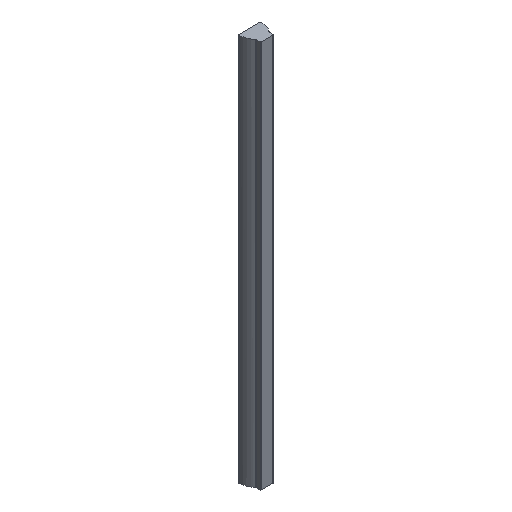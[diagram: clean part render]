
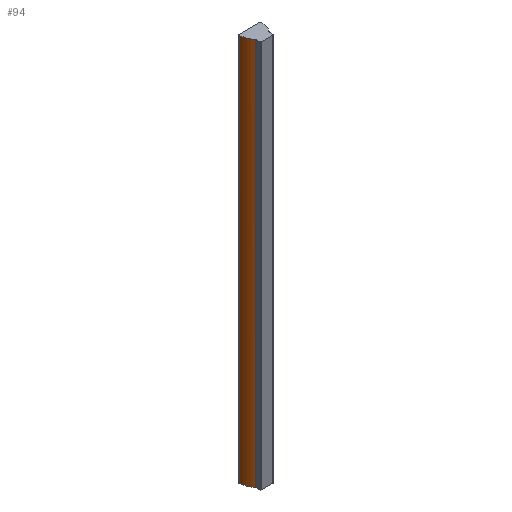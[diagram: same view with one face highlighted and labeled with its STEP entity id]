
A CAD part, isometric view. The second image highlights one B-rep face of the part: STEP entity #94.
In plain terms, the highlighted free-form (B-spline) face has degree [1, 3] with [2, 13] control points.
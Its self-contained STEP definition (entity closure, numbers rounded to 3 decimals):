
#1 = EDGE_CURVE ( 'NONE', #56, #116, #186, .T. ) ;
#4 = CARTESIAN_POINT ( 'NONE',  ( -4.186, -3.5, 0. ) ) ;
#5 = VERTEX_POINT ( 'NONE', #748 ) ;
#11 = CARTESIAN_POINT ( 'NONE',  ( -5.529, 1.065, 0. ) ) ;
#24 = CARTESIAN_POINT ( 'NONE',  ( -3.607, -4.398, 0. ) ) ;
#32 = CARTESIAN_POINT ( 'NONE',  ( -3.264, -4.809, 0. ) ) ;
#44 = CARTESIAN_POINT ( 'NONE',  ( -5.074, -1.56, 190.5 ) ) ;
#49 = DIRECTION ( 'NONE',  ( 0., 0., 1. ) ) ;
#52 = CARTESIAN_POINT ( 'NONE',  ( -4.882, -2.059, 0. ) ) ;
#53 = CARTESIAN_POINT ( 'NONE',  ( -5.074, -1.56, 0. ) ) ;
#56 = VERTEX_POINT ( 'NONE', #11 ) ;
#57 = CARTESIAN_POINT ( 'NONE',  ( -4.457, -3.039, 0. ) ) ;
#59 = CARTESIAN_POINT ( 'NONE',  ( -5.507, 0.53, 190.5 ) ) ;
#63 = LINE ( 'NONE', #520, #688 ) ;
#93 = CARTESIAN_POINT ( 'NONE',  ( -5.225, -1.048, 190.5 ) ) ;
#94 = ADVANCED_FACE ( 'NONE', ( #475 ), #431, .F. ) ;
#99 = ORIENTED_EDGE ( 'NONE', *, *, #462, .F. ) ;
#103 = CARTESIAN_POINT ( 'NONE',  ( -5.334, -0.523, 0. ) ) ;
#111 = CARTESIAN_POINT ( 'NONE',  ( -4.689, -2.559, 0. ) ) ;
#112 = CARTESIAN_POINT ( 'NONE',  ( -5.074, -1.56, 190.5 ) ) ;
#114 = CARTESIAN_POINT ( 'NONE',  ( -4.186, -3.5, 190.5 ) ) ;
#116 = VERTEX_POINT ( 'NONE', #605 ) ;
#118 = CARTESIAN_POINT ( 'NONE',  ( -4.689, -2.559, 190.5 ) ) ;
#122 = CARTESIAN_POINT ( 'NONE',  ( -5.442, 0.001, 0. ) ) ;
#145 = ORIENTED_EDGE ( 'NONE', *, *, #339, .T. ) ;
#152 = CARTESIAN_POINT ( 'NONE',  ( -5.529, 1.065, 190.5 ) ) ;
#168 = CARTESIAN_POINT ( 'NONE',  ( -5.442, 0.001, 0. ) ) ;
#186 = LINE ( 'NONE', #474, #729 ) ;
#191 = CARTESIAN_POINT ( 'NONE',  ( -5.507, 0.53, 0. ) ) ;
#215 = CARTESIAN_POINT ( 'NONE',  ( -5.334, -0.523, 190.5 ) ) ;
#228 = VERTEX_POINT ( 'NONE', #32 ) ;
#233 = CARTESIAN_POINT ( 'NONE',  ( -3.914, -3.962, 190.5 ) ) ;
#234 = CARTESIAN_POINT ( 'NONE',  ( -3.607, -4.398, 0. ) ) ;
#252 = CARTESIAN_POINT ( 'NONE',  ( -3.264, -4.809, 0. ) ) ;
#276 = CARTESIAN_POINT ( 'NONE',  ( -4.689, -2.559, 190.5 ) ) ;
#288 = CARTESIAN_POINT ( 'NONE',  ( -5.225, -1.048, 0. ) ) ;
#290 = CARTESIAN_POINT ( 'NONE',  ( -5.507, 0.53, 0. ) ) ;
#292 = CARTESIAN_POINT ( 'NONE',  ( -5.334, -0.523, 190.5 ) ) ;
#297 = CARTESIAN_POINT ( 'NONE',  ( -4.457, -3.039, 190.5 ) ) ;
#306 = CARTESIAN_POINT ( 'NONE',  ( -4.882, -2.059, 0. ) ) ;
#307 = CARTESIAN_POINT ( 'NONE',  ( -5.074, -1.56, 0. ) ) ;
#309 = CARTESIAN_POINT ( 'NONE',  ( -5.334, -0.523, 0. ) ) ;
#335 = CARTESIAN_POINT ( 'NONE',  ( -4.457, -3.039, 190.5 ) ) ;
#339 = EDGE_CURVE ( 'NONE', #5, #116, #436, .T. ) ;
#340 = CARTESIAN_POINT ( 'NONE',  ( -5.507, 0.53, 190.5 ) ) ;
#343 = CARTESIAN_POINT ( 'NONE',  ( -3.607, -4.398, 190.5 ) ) ;
#399 = EDGE_CURVE ( 'NONE', #56, #228, #429, .T. ) ;
#400 = CARTESIAN_POINT ( 'NONE',  ( -4.186, -3.5, 190.5 ) ) ;
#412 = CARTESIAN_POINT ( 'NONE',  ( -3.264, -4.809, 0. ) ) ;
#413 = CARTESIAN_POINT ( 'NONE',  ( -5.442, 0.001, 190.5 ) ) ;
#422 = CARTESIAN_POINT ( 'NONE',  ( -3.607, -4.398, 190.5 ) ) ;
#429 = B_SPLINE_CURVE_WITH_KNOTS ( 'NONE', 3,
 ( #747, #290, #168, #103, #288, #53, #52, #111, #57, #4, #693, #234, #412 ),
 .UNSPECIFIED., .F., .F.,
 ( 4, 3, 3, 3, 4 ),
 ( 0., 0.002, 0.003, 0.005, 0.006 ),
 .UNSPECIFIED. ) ;
#431 = B_SPLINE_SURFACE_WITH_KNOTS ( 'NONE', 1, 3, ( 
 ( #583, #422, #233, #114, #297, #118, #532, #112, #640, #292, #413, #59, #657 ),
 ( #252, #24, #547, #437, #712, #601, #306, #307, #433, #309, #122, #191, #596 ) ),
 .UNSPECIFIED., .F., .F., .F.,
 ( 2, 2 ),
 ( 4, 3, 3, 3, 4 ),
 ( 0., 1. ),
 ( 0., 0.25, 0.5, 0.75, 1. ),
 .UNSPECIFIED. ) ;
#433 = CARTESIAN_POINT ( 'NONE',  ( -5.225, -1.048, 0. ) ) ;
#436 = B_SPLINE_CURVE_WITH_KNOTS ( 'NONE', 3,
 ( #686, #343, #676, #400, #335, #276, #457, #44, #93, #215, #512, #340, #152 ),
 .UNSPECIFIED., .F., .F.,
 ( 4, 3, 3, 3, 4 ),
 ( 0., 0.002, 0.003, 0.005, 0.006 ),
 .UNSPECIFIED. ) ;
#437 = CARTESIAN_POINT ( 'NONE',  ( -4.186, -3.5, 0. ) ) ;
#457 = CARTESIAN_POINT ( 'NONE',  ( -4.882, -2.059, 190.5 ) ) ;
#462 = EDGE_CURVE ( 'NONE', #5, #228, #63, .T. ) ;
#474 = CARTESIAN_POINT ( 'NONE',  ( -5.529, 1.065, 95.25 ) ) ;
#475 = FACE_OUTER_BOUND ( 'NONE', #543, .T. ) ;
#512 = CARTESIAN_POINT ( 'NONE',  ( -5.442, 0.001, 190.5 ) ) ;
#520 = CARTESIAN_POINT ( 'NONE',  ( -3.264, -4.809, 95.25 ) ) ;
#525 = DIRECTION ( 'NONE',  ( 0., 0., -1. ) ) ;
#532 = CARTESIAN_POINT ( 'NONE',  ( -4.882, -2.059, 190.5 ) ) ;
#543 = EDGE_LOOP ( 'NONE', ( #99, #145, #615, #661 ) ) ;
#547 = CARTESIAN_POINT ( 'NONE',  ( -3.914, -3.962, 0. ) ) ;
#583 = CARTESIAN_POINT ( 'NONE',  ( -3.264, -4.809, 190.5 ) ) ;
#596 = CARTESIAN_POINT ( 'NONE',  ( -5.529, 1.065, 0. ) ) ;
#601 = CARTESIAN_POINT ( 'NONE',  ( -4.689, -2.559, 0. ) ) ;
#605 = CARTESIAN_POINT ( 'NONE',  ( -5.529, 1.065, 190.5 ) ) ;
#615 = ORIENTED_EDGE ( 'NONE', *, *, #1, .F. ) ;
#640 = CARTESIAN_POINT ( 'NONE',  ( -5.225, -1.048, 190.5 ) ) ;
#657 = CARTESIAN_POINT ( 'NONE',  ( -5.529, 1.065, 190.5 ) ) ;
#661 = ORIENTED_EDGE ( 'NONE', *, *, #399, .T. ) ;
#676 = CARTESIAN_POINT ( 'NONE',  ( -3.914, -3.962, 190.5 ) ) ;
#686 = CARTESIAN_POINT ( 'NONE',  ( -3.264, -4.809, 190.5 ) ) ;
#688 = VECTOR ( 'NONE', #525, 1000. ) ;
#693 = CARTESIAN_POINT ( 'NONE',  ( -3.914, -3.962, 0. ) ) ;
#712 = CARTESIAN_POINT ( 'NONE',  ( -4.457, -3.039, 0. ) ) ;
#729 = VECTOR ( 'NONE', #49, 1000. ) ;
#747 = CARTESIAN_POINT ( 'NONE',  ( -5.529, 1.065, 0. ) ) ;
#748 = CARTESIAN_POINT ( 'NONE',  ( -3.264, -4.809, 190.5 ) ) ;
